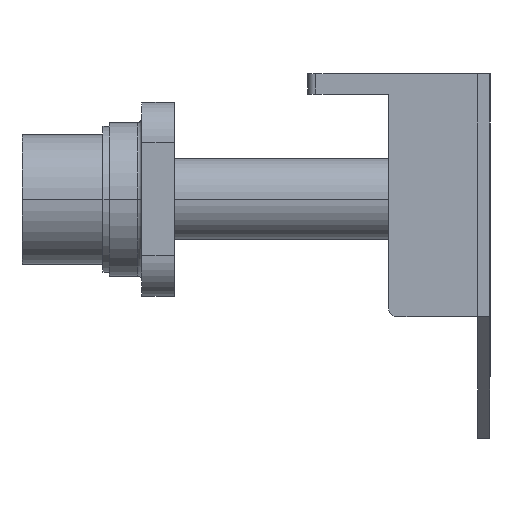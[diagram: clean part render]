
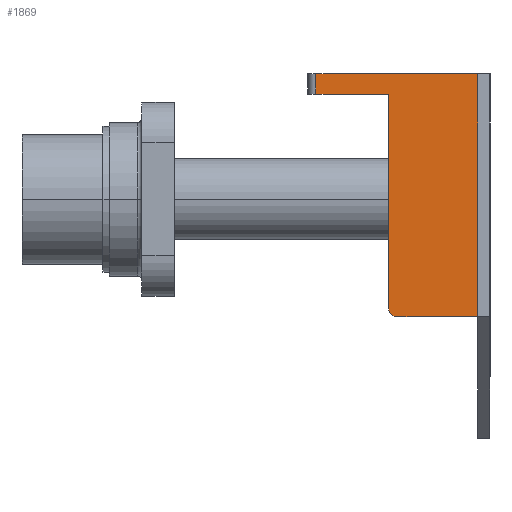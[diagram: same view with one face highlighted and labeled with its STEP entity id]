
A CAD part, left-side view. The second image highlights one B-rep face of the part: STEP entity #1869.
In plain terms, the highlighted planar face has unit normal (-1, 0, 0).
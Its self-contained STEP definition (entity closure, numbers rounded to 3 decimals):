
#1745=AXIS2_PLACEMENT_3D('Circle Axis2P3D',#1743,#1744,$) ;
#1831=AXIS2_PLACEMENT_3D('Plane Axis2P3D',#1828,#1829,#1830) ;
#1528=CARTESIAN_POINT('Vertex',(-95.25,1.5,269.)) ;
#1531=CARTESIAN_POINT('Line Origine',(-95.25,1.5,254.)) ;
#1535=CARTESIAN_POINT('Vertex',(-95.25,1.5,239.)) ;
#1655=CARTESIAN_POINT('Vertex',(-95.25,12.5,240.)) ;
#1660=CARTESIAN_POINT('Line Origine',(-95.25,12.5,253.25)) ;
#1664=CARTESIAN_POINT('Vertex',(-95.25,12.5,266.5)) ;
#1711=CARTESIAN_POINT('Vertex',(-95.25,11.5,239.)) ;
#1721=CARTESIAN_POINT('Line Origine',(-95.25,6.5,239.)) ;
#1743=CARTESIAN_POINT('Axis2P3D Location',(-95.25,11.5,240.)) ;
#1828=CARTESIAN_POINT('Axis2P3D Location',(-95.25,10.,239.)) ;
#1833=CARTESIAN_POINT('Line Origine',(-95.25,21.5,267.75)) ;
#1837=CARTESIAN_POINT('Vertex',(-95.25,21.5,266.5)) ;
#1839=CARTESIAN_POINT('Vertex',(-95.25,21.5,269.)) ;
#1842=CARTESIAN_POINT('Line Origine',(-95.25,17.,266.5)) ;
#1847=CARTESIAN_POINT('Line Origine',(-95.25,7.,269.)) ;
#1851=CARTESIAN_POINT('Vertex',(-95.25,12.5,269.)) ;
#1854=CARTESIAN_POINT('Line Origine',(-95.25,17.,269.)) ;
#1532=DIRECTION('Vector Direction',(0.,0.,-1.)) ;
#1661=DIRECTION('Vector Direction',(0.,0.,1.)) ;
#1722=DIRECTION('Vector Direction',(0.,-1.,0.)) ;
#1744=DIRECTION('Axis2P3D Direction',(-1.,0.,0.)) ;
#1829=DIRECTION('Axis2P3D Direction',(1.,0.,0.)) ;
#1830=DIRECTION('Axis2P3D XDirection',(0.,0.,1.)) ;
#1834=DIRECTION('Vector Direction',(0.,0.,1.)) ;
#1843=DIRECTION('Vector Direction',(0.,1.,0.)) ;
#1848=DIRECTION('Vector Direction',(0.,-1.,0.)) ;
#1855=DIRECTION('Vector Direction',(0.,1.,0.)) ;
#1533=VECTOR('Line Direction',#1532,1.) ;
#1662=VECTOR('Line Direction',#1661,1.) ;
#1723=VECTOR('Line Direction',#1722,1.) ;
#1835=VECTOR('Line Direction',#1834,1.) ;
#1844=VECTOR('Line Direction',#1843,1.) ;
#1849=VECTOR('Line Direction',#1848,1.) ;
#1856=VECTOR('Line Direction',#1855,1.) ;
#1860=ORIENTED_EDGE('',*,*,#1841,.F.) ;
#1861=ORIENTED_EDGE('',*,*,#1846,.F.) ;
#1862=ORIENTED_EDGE('',*,*,#1666,.T.) ;
#1863=ORIENTED_EDGE('',*,*,#1747,.F.) ;
#1864=ORIENTED_EDGE('',*,*,#1725,.T.) ;
#1865=ORIENTED_EDGE('',*,*,#1537,.T.) ;
#1866=ORIENTED_EDGE('',*,*,#1853,.F.) ;
#1867=ORIENTED_EDGE('',*,*,#1858,.T.) ;
#1869=ADVANCED_FACE('RA3976001_1PA_001_07_TASSELLO_ ATTACCHI_ ANTERIORI',(#1868),#1832,.F.) ;
#1746=CIRCLE('generated circle',#1745,1.) ;
#1537=EDGE_CURVE('',#1536,#1529,#1534,.F.) ;
#1666=EDGE_CURVE('',#1665,#1656,#1663,.F.) ;
#1725=EDGE_CURVE('',#1712,#1536,#1724,.T.) ;
#1747=EDGE_CURVE('',#1712,#1656,#1746,.F.) ;
#1841=EDGE_CURVE('',#1838,#1840,#1836,.T.) ;
#1846=EDGE_CURVE('',#1665,#1838,#1845,.T.) ;
#1853=EDGE_CURVE('',#1852,#1529,#1850,.T.) ;
#1858=EDGE_CURVE('',#1852,#1840,#1857,.T.) ;
#1859=EDGE_LOOP('',(#1860,#1861,#1862,#1863,#1864,#1865,#1866,#1867)) ;
#1868=FACE_OUTER_BOUND('',#1859,.T.) ;
#1534=LINE('Line',#1531,#1533) ;
#1663=LINE('Line',#1660,#1662) ;
#1724=LINE('Line',#1721,#1723) ;
#1836=LINE('Line',#1833,#1835) ;
#1845=LINE('Line',#1842,#1844) ;
#1850=LINE('Line',#1847,#1849) ;
#1857=LINE('Line',#1854,#1856) ;
#1832=PLANE('',#1831) ;
#1529=VERTEX_POINT('',#1528) ;
#1536=VERTEX_POINT('',#1535) ;
#1656=VERTEX_POINT('',#1655) ;
#1665=VERTEX_POINT('',#1664) ;
#1712=VERTEX_POINT('',#1711) ;
#1838=VERTEX_POINT('',#1837) ;
#1840=VERTEX_POINT('',#1839) ;
#1852=VERTEX_POINT('',#1851) ;
